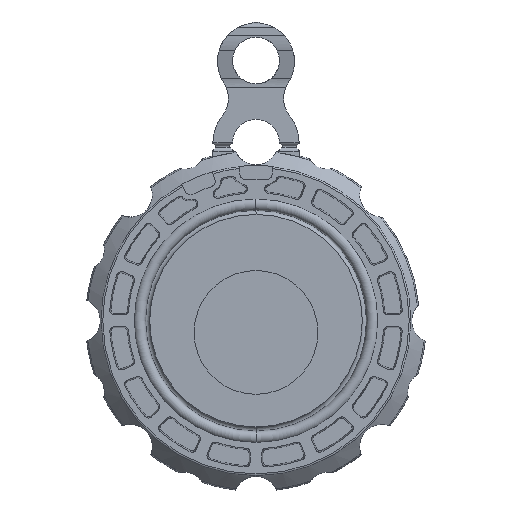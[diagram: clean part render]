
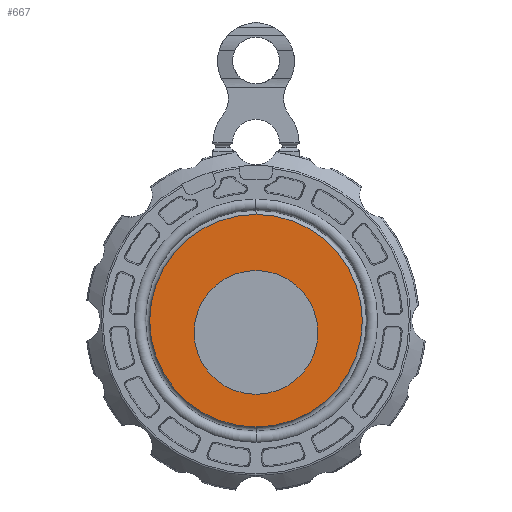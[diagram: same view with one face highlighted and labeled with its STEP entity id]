
A CAD part, left-side view. The second image highlights one B-rep face of the part: STEP entity #667.
In plain terms, the highlighted planar face has unit normal (-1, 0, 0).
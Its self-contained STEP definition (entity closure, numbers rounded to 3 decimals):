
#667=ADVANCED_FACE('',(#1811,#1812),#1813,.T.);
#1811=FACE_BOUND('',#3457,.T.);
#1812=FACE_OUTER_BOUND('',#3458,.T.);
#1813=PLANE('',#3459);
#3457=EDGE_LOOP('',(#5457,#5458));
#3458=EDGE_LOOP('',(#5459,#5460));
#3459=AXIS2_PLACEMENT_3D('',#5461,#5462,#5463);
#5457=ORIENTED_EDGE('',*,*,#10385,.T.);
#5458=ORIENTED_EDGE('',*,*,#10405,.T.);
#5459=ORIENTED_EDGE('',*,*,#10380,.T.);
#5460=ORIENTED_EDGE('',*,*,#10407,.T.);
#5461=CARTESIAN_POINT('',(-10.0,-32.793,0.0));
#5462=DIRECTION('',(-1.0,0.0,0.0));
#5463=DIRECTION('',(0.0,1.0,0.0));
#10380=EDGE_CURVE('',#12624,#12627,#12629,.T.);
#10385=EDGE_CURVE('',#12632,#12636,#12638,.T.);
#10405=EDGE_CURVE('',#12636,#12632,#12665,.T.);
#10407=EDGE_CURVE('',#12627,#12624,#12667,.T.);
#12624=VERTEX_POINT('',#17079);
#12627=VERTEX_POINT('',#17083);
#12629=CIRCLE('',#17086,45.5);
#12632=VERTEX_POINT('',#17089);
#12636=VERTEX_POINT('',#17094);
#12638=CIRCLE('',#17097,26.5);
#12665=CIRCLE('',#17128,26.5);
#12667=CIRCLE('',#17130,45.5);
#17079=CARTESIAN_POINT('',(-10.0,0.0,-45.5));
#17083=CARTESIAN_POINT('',(-10.0,0.,45.5));
#17086=AXIS2_PLACEMENT_3D('',#22279,#22280,#22281);
#17089=CARTESIAN_POINT('',(-10.0,0.0,-31.5));
#17094=CARTESIAN_POINT('',(-10.0,0.,21.5));
#17097=AXIS2_PLACEMENT_3D('',#22287,#22288,#22289);
#17128=AXIS2_PLACEMENT_3D('',#22318,#22319,#22320);
#17130=AXIS2_PLACEMENT_3D('',#22321,#22322,#22323);
#22279=CARTESIAN_POINT('',(-10.0,0.0,0.0));
#22280=DIRECTION('',(-1.0,0.0,0.0));
#22281=DIRECTION('',(0.0,0.0,-1.0));
#22287=CARTESIAN_POINT('',(-10.0,0.0,-5.0));
#22288=DIRECTION('',(1.0,-0.0,0.0));
#22289=DIRECTION('',(0.0,0.0,-1.0));
#22318=CARTESIAN_POINT('',(-10.0,0.0,-5.0));
#22319=DIRECTION('',(1.0,-0.0,0.0));
#22320=DIRECTION('',(0.0,0.0,-1.0));
#22321=CARTESIAN_POINT('',(-10.0,0.0,0.0));
#22322=DIRECTION('',(-1.0,0.0,0.0));
#22323=DIRECTION('',(0.0,0.0,-1.0));
